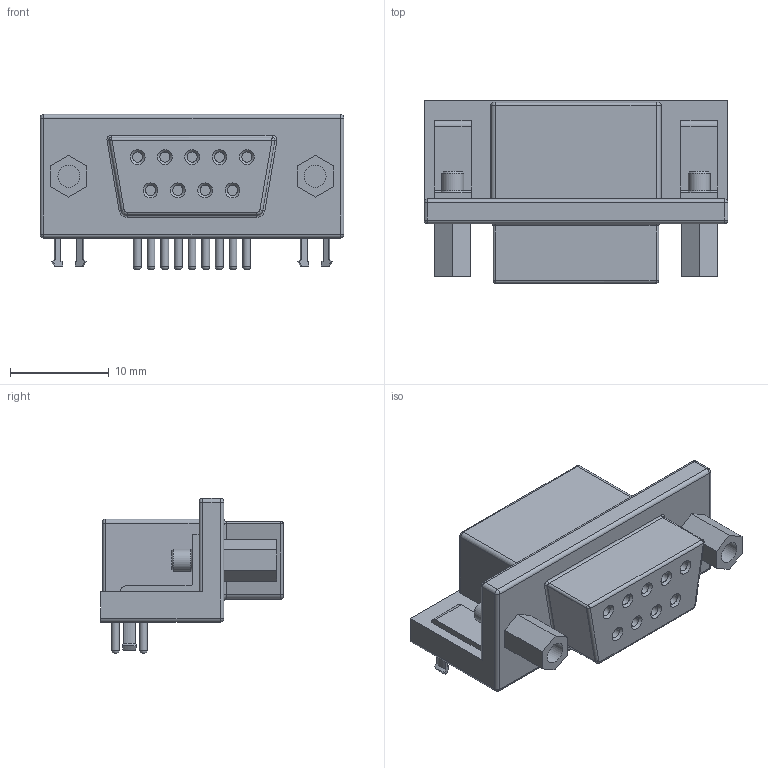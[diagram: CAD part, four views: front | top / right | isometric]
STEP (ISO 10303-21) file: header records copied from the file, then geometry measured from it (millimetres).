
FILE_DESCRIPTION(/* description */ ('Unknown'),/* implementation_level */ '2;1');
FILE_NAME(/* name */ 'G17C0900132EU',/* time_stamp */ '2022-11-23T17:17:59+02:00',/* author */ ('Unknown'),/* organization */ ('Unknown'),/* preprocessor_version */ 'ST-DEVELOPER v18.102',/* originating_system */ 'Solid Edge',/* authorisation */ 'Unknown');
FILE_SCHEMA (('AUTOMOTIVE_DESIGN {1 0 10303 214 3 1 1}'));
Length unit declared in the file: millimetre
Products named in the file (1): G17C0900132EU
Bounding box: 30.84 x 18.56 x 15.75 mm (x, y, z)
Volume: 4040.7 mm3; surface area: 2570.2 mm2
Topology: 1 solids, 1 shells, 193 faces, 454 edges, 290 vertices
Faces by surface type: plane 81, cylinder 66, torus 23, cone 21, bspline 2
Full cylindrical faces by diameter (mm): 0.8 x9, 1.031 x9, 2.22 x4
Entity records: 6516 total; most frequent: DIRECTION 946, CARTESIAN_POINT 885, ORIENTED_EDGE 772, EDGE_CURVE 386, AXIS2_PLACEMENT_3D 368, VERTEX_POINT 268, EDGE_LOOP 266, FACE_BOUND 266
